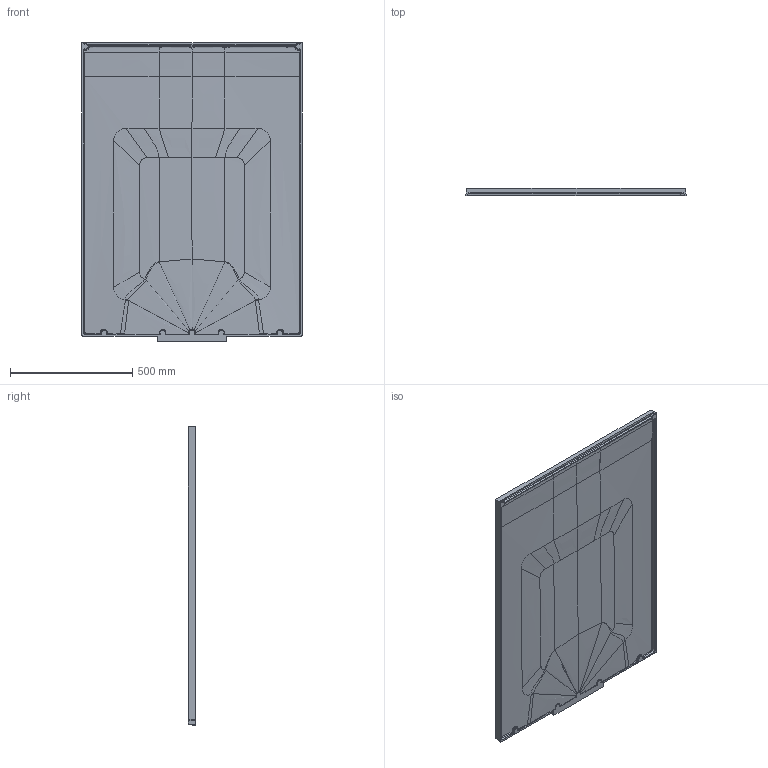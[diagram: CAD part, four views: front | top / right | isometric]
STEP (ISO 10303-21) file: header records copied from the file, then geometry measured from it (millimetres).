
FILE_DESCRIPTION((''),'2;1');
FILE_NAME('UDQ1290WAL2BV_WALLWAY_ASM','2022-07-11T16:19:05',('GrootJ'),('Villeroy & Boch Wellness bv'),'CREO PARAMETRIC BY PTC INC, 2020454','CREO PARAMETRIC BY PTC INC, 2020454','');
FILE_SCHEMA(('CONFIG_CONTROL_DESIGN'));
Products named in the file (2): LOGO_WALLWAY_11072022; UDQ1290WAL2BV_WALLWAY_ASM
Assembly tree (1 placements, depth 2):
  UDQ1290WAL2BV_WALLWAY_ASM
    LOGO_WALLWAY_11072022
Bounding box: 900 x 30.14 x 1220 mm (x, y, z)
Volume: 275 mm3; surface area: 2322764.1 mm2
Topology: 28 solids, 29 shells, 629 faces, 1563 edges, 976 vertices
Faces by surface type: extrusion 237, bspline 198, plane 98, cylinder 56, torus 18, sphere 16, cone 6
Entity records: 42522 total; most frequent: CARTESIAN_POINT 30204, ORIENTED_EDGE 3092, EDGE_CURVE 1546, DIRECTION 1364, B_SPLINE_CURVE_WITH_KNOTS 1183, VERTEX_POINT 976, VECTOR 704, EDGE_LOOP 630
